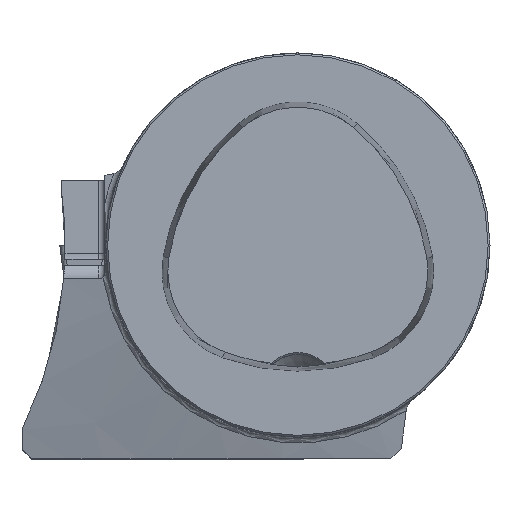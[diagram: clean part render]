
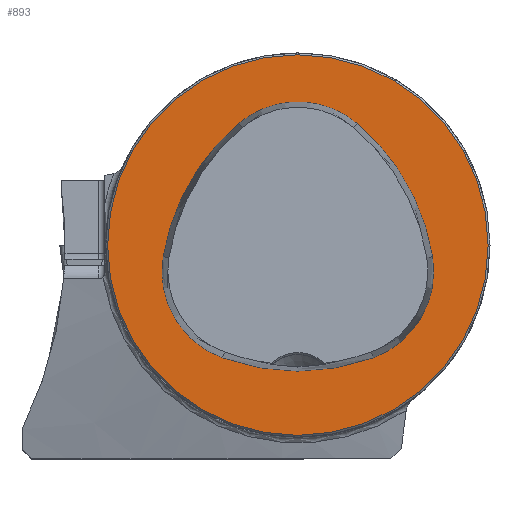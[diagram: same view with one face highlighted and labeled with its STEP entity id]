
A CAD part, top view. The second image highlights one B-rep face of the part: STEP entity #893.
In plain terms, the highlighted planar face has unit normal (0, 0, 1).
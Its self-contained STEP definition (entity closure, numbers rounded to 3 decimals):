
#132=FACE_BOUND('',#1246,.T.);
#133=FACE_BOUND('',#1247,.T.);
#235=PLANE('',#3514);
#893=ADVANCED_FACE('CU_FL_N1_SU_1',(#132,#133),#235,.T.);
#1246=EDGE_LOOP('',(#1716,#1717,#1718,#1719,#1720,#1721));
#1247=EDGE_LOOP('',(#1722));
#1397=CIRCLE('',#3505,36.075);
#1399=CIRCLE('',#3508,36.075);
#1400=CIRCLE('',#3509,15.075);
#1401=CIRCLE('',#3510,36.075);
#1402=CIRCLE('',#3511,15.075);
#1403=CIRCLE('',#3512,15.075);
#1404=CIRCLE('',#3513,31.2);
#1716=ORIENTED_EDGE('',*,*,#2906,.F.);
#1717=ORIENTED_EDGE('',*,*,#2907,.F.);
#1718=ORIENTED_EDGE('',*,*,#2908,.F.);
#1719=ORIENTED_EDGE('',*,*,#2909,.F.);
#1720=ORIENTED_EDGE('',*,*,#2903,.F.);
#1721=ORIENTED_EDGE('',*,*,#2910,.F.);
#1722=ORIENTED_EDGE('',*,*,#2911,.T.);
#2541=VERTEX_POINT('',#5305);
#2542=VERTEX_POINT('',#5307);
#2544=VERTEX_POINT('',#5313);
#2545=VERTEX_POINT('',#5314);
#2546=VERTEX_POINT('',#5316);
#2547=VERTEX_POINT('',#5318);
#2548=VERTEX_POINT('',#5322);
#2903=EDGE_CURVE('',#2541,#2542,#1397,.T.);
#2906=EDGE_CURVE('',#2544,#2545,#1399,.T.);
#2907=EDGE_CURVE('',#2546,#2544,#1400,.T.);
#2908=EDGE_CURVE('',#2547,#2546,#1401,.T.);
#2909=EDGE_CURVE('',#2542,#2547,#1402,.T.);
#2910=EDGE_CURVE('',#2545,#2541,#1403,.T.);
#2911=EDGE_CURVE('',#2548,#2548,#1404,.T.);
#3505=AXIS2_PLACEMENT_3D('',#5306,#3921,#3922);
#3508=AXIS2_PLACEMENT_3D('',#5312,#3928,#3929);
#3509=AXIS2_PLACEMENT_3D('',#5315,#3930,#3931);
#3510=AXIS2_PLACEMENT_3D('',#5317,#3932,#3933);
#3511=AXIS2_PLACEMENT_3D('',#5319,#3934,#3935);
#3512=AXIS2_PLACEMENT_3D('',#5320,#3936,#3937);
#3513=AXIS2_PLACEMENT_3D('',#5321,#3938,#3939);
#3514=AXIS2_PLACEMENT_3D('',#5323,#3940,#3941);
#3921=DIRECTION('',(0.,0.,1.));
#3922=DIRECTION('',(1.,0.,0.));
#3928=DIRECTION('',(0.,0.,1.));
#3929=DIRECTION('',(1.,0.,0.));
#3930=DIRECTION('',(0.,0.,1.));
#3931=DIRECTION('',(1.,0.,0.));
#3932=DIRECTION('',(0.,0.,1.));
#3933=DIRECTION('',(1.,0.,0.));
#3934=DIRECTION('',(0.,0.,1.));
#3935=DIRECTION('',(1.,0.,0.));
#3936=DIRECTION('',(0.,0.,1.));
#3937=DIRECTION('',(1.,0.,0.));
#3938=DIRECTION('',(0.,0.,1.));
#3939=DIRECTION('',(1.,0.,0.));
#3940=DIRECTION('',(0.,0.,1.));
#3941=DIRECTION('',(1.,0.,0.));
#5305=CARTESIAN_POINT('',(-12.368,-18.489,0.));
#5306=CARTESIAN_POINT('',(0.,15.4,0.));
#5307=CARTESIAN_POINT('',(12.368,-18.489,0.));
#5312=CARTESIAN_POINT('',(13.535,-7.656,0.));
#5313=CARTESIAN_POINT('',(-9.716,19.927,0.));
#5314=CARTESIAN_POINT('',(-22.084,-1.937,0.));
#5315=CARTESIAN_POINT('',(0.,8.4,0.));
#5316=CARTESIAN_POINT('',(9.716,19.927,0.));
#5317=CARTESIAN_POINT('',(-13.535,-7.656,0.));
#5318=CARTESIAN_POINT('',(22.084,-1.937,0.));
#5319=CARTESIAN_POINT('',(7.2,-4.327,0.));
#5320=CARTESIAN_POINT('',(-7.2,-4.327,0.));
#5321=CARTESIAN_POINT('',(0.,0.,0.));
#5322=CARTESIAN_POINT('',(31.2,0.,0.));
#5323=CARTESIAN_POINT('',(0.,0.,0.));
